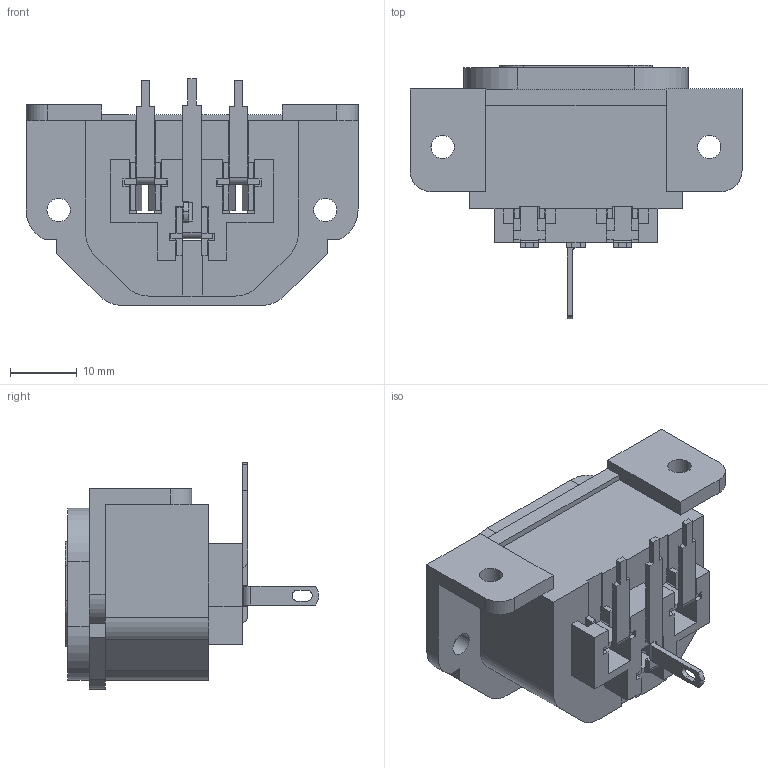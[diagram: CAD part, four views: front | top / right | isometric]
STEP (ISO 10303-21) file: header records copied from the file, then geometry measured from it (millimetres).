
FILE_DESCRIPTION(('STEP AP214'),'1');
FILE_NAME('px0675-pc.stp','2019-02-14T09:51:03',('TraceParts'),('TraceParts S.A.'),'Spatial InterOp 3D',' ',' ');
FILE_SCHEMA(('automotive_design'));
Length unit declared in the file: millimetre
Products named in the file (1): px0675-pc
Bounding box: 49.8 x 38.04 x 34 mm (x, y, z)
Volume: 13285.6 mm3; surface area: 12086.2 mm2
Topology: 1 solids, 1 shells, 390 faces, 1191 edges, 782 vertices
Faces by surface type: plane 316, cylinder 74
Entity records: 13246 total; most frequent: ORIENTED_EDGE 2382, CARTESIAN_POINT 2364, DIRECTION 2133, EDGE_CURVE 1191, LINE 1031, VECTOR 1031, VERTEX_POINT 782, AXIS2_PLACEMENT_3D 551
